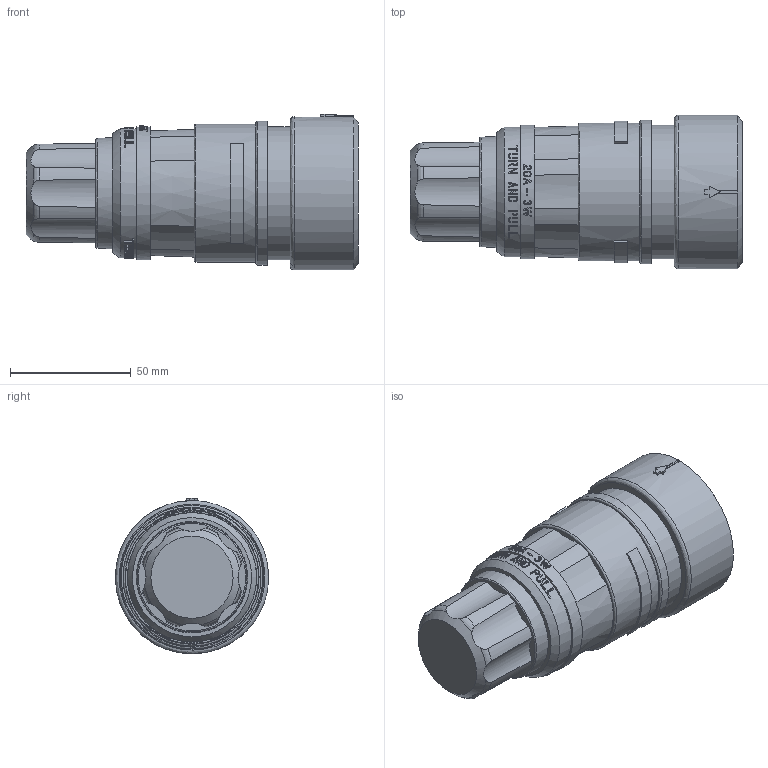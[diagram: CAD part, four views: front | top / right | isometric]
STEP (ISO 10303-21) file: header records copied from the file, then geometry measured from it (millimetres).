
FILE_DESCRIPTION (( 'STEP AP214' ), '1' );
FILE_NAME ('CATSTD-27W47-000-M01.STEP', '2020-07-16T14:54:13', ( '' ), ( '' ), 'SwSTEP 2.0', 'SolidWorks 2017', '' );
FILE_SCHEMA (( 'AUTOMOTIVE_DESIGN' ));
Length unit declared in the file: inch
Products named in the file (2): CATSTD-27W47-000-M01
Bounding box: 137.52 x 63.5 x 64.52 mm (x, y, z)
Volume: 269089.2 mm3; surface area: 36025.7 mm2
Topology: 1 solids, 1 shells, 1004 faces, 2855 edges, 1945 vertices
Faces by surface type: plane 801, cylinder 166, cone 24, bspline 13
Full cylindrical faces by diameter (mm): 5.791 x3, 6.35 x3, 52.375 x1, 53.569 x1, 55.143 x2, 55.575 x1, 57.15 x1, 59.498 x1, 63.5 x1
Entity records: 50326 total; most frequent: CARTESIAN_POINT 13504, ORIENTED_EDGE 5652, DIRECTION 3678, EDGE_CURVE 2826, VERTEX_POINT 1940, LINE 1480, VECTOR 1480, B_SPLINE_CURVE_WITH_KNOTS 1219
